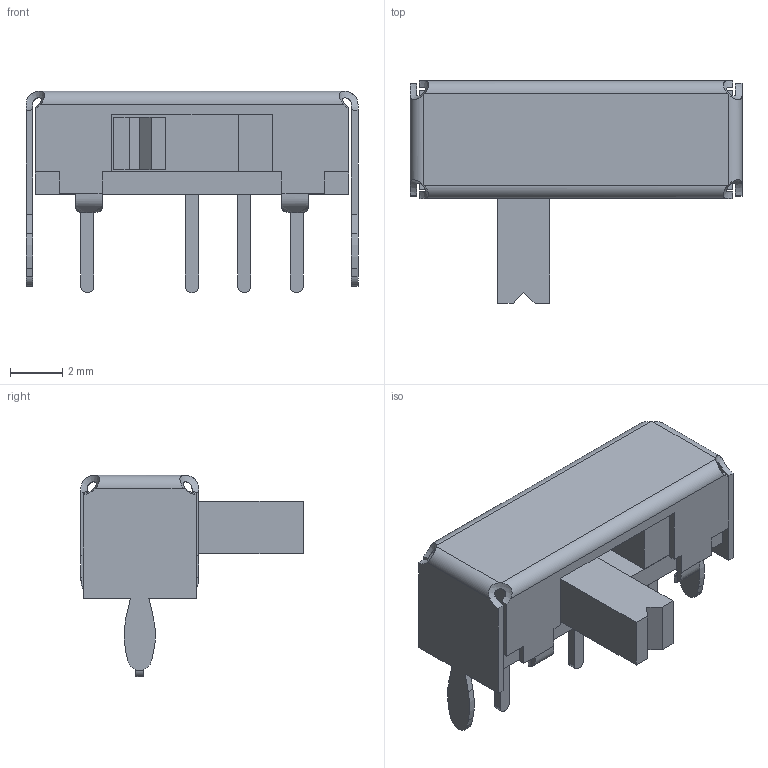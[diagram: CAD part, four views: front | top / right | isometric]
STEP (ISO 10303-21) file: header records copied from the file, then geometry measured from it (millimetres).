
FILE_DESCRIPTION(/* description */ (''),/* implementation_level */ '2;1');
FILE_NAME(/* name */ 'SLW-1274547-4A-RA-D.step',/* time_stamp */ '2024-05-10T15:21:28+02:00',/* author */ (''),/* organization */ (''),/* preprocessor_version */ 'ST-DEVELOPER v20',/* originating_system */ 'Autodesk Translation Framework v12.20.1.177',/* authorisation */ '');
FILE_SCHEMA (('AUTOMOTIVE_DESIGN { 1 0 10303 214 3 1 1 }'));
Length unit declared in the file: millimetre
Products named in the file (1): SLW-1274547-4A-RA-D
Bounding box: 12.7 x 8.5 x 7.7 mm (x, y, z)
Volume: 161.6 mm3; surface area: 670.8 mm2
Topology: 8 solids, 8 shells, 153 faces, 407 edges, 270 vertices
Faces by surface type: plane 113, cylinder 26, bspline 10, sphere 4
Entity records: 5867 total; most frequent: CARTESIAN_POINT 2076, ORIENTED_EDGE 814, DIRECTION 712, EDGE_CURVE 407, LINE 300, VECTOR 300, VERTEX_POINT 270, AXIS2_PLACEMENT_3D 206
